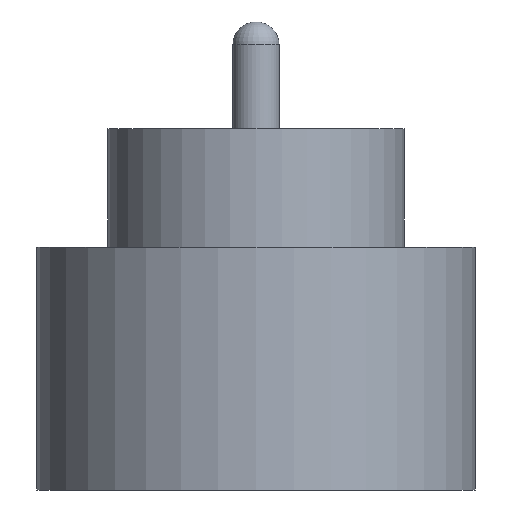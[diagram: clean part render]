
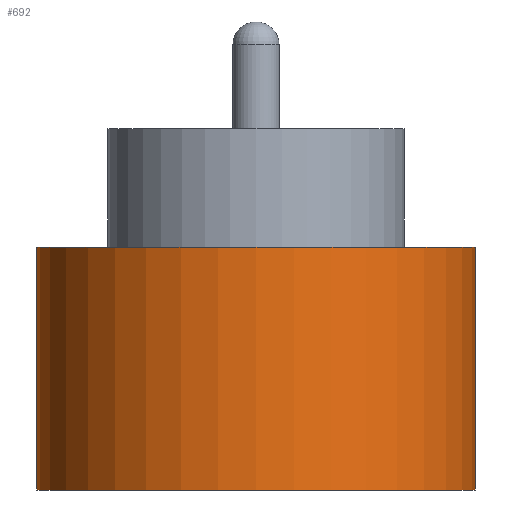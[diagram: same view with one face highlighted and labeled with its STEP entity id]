
A CAD part, front view. The second image highlights one B-rep face of the part: STEP entity #692.
In plain terms, the highlighted cylindrical face has radius 1.85 mm (diameter 3.7 mm), a partial arc.
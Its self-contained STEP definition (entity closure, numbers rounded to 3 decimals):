
#54 = VECTOR ( 'NONE', #366, 1000. ) ;
#111 = AXIS2_PLACEMENT_3D ( 'NONE', #865, #664, #680 ) ;
#116 = AXIS2_PLACEMENT_3D ( 'NONE', #374, #731, #853 ) ;
#118 = EDGE_CURVE ( 'NONE', #528, #330, #430, .T. ) ;
#122 = VERTEX_POINT ( 'NONE', #353 ) ;
#144 = CYLINDRICAL_SURFACE ( 'NONE', #116, 1.85 ) ;
#187 = DIRECTION ( 'NONE',  ( 0., 0., -1. ) ) ;
#194 = ORIENTED_EDGE ( 'NONE', *, *, #306, .T. ) ;
#202 = VECTOR ( 'NONE', #187, 1000. ) ;
#209 = CARTESIAN_POINT ( 'NONE',  ( -1.85, 0., 1.55 ) ) ;
#289 = CARTESIAN_POINT ( 'NONE',  ( -1.85, 0., 2.55 ) ) ;
#306 = EDGE_CURVE ( 'NONE', #528, #122, #530, .T. ) ;
#309 = CARTESIAN_POINT ( 'NONE',  ( 1.85, 0., -0.5 ) ) ;
#330 = VERTEX_POINT ( 'NONE', #599 ) ;
#351 = EDGE_CURVE ( 'NONE', #122, #747, #757, .T. ) ;
#353 = CARTESIAN_POINT ( 'NONE',  ( -1.85, 0., -0.5 ) ) ;
#366 = DIRECTION ( 'NONE',  ( 0., 0., -1. ) ) ;
#371 = ORIENTED_EDGE ( 'NONE', *, *, #351, .T. ) ;
#374 = CARTESIAN_POINT ( 'NONE',  ( 0., 0., 2.55 ) ) ;
#378 = LINE ( 'NONE', #560, #202 ) ;
#389 = EDGE_LOOP ( 'NONE', ( #694, #809, #194, #371 ) ) ;
#411 = AXIS2_PLACEMENT_3D ( 'NONE', #432, #716, #577 ) ;
#430 = CIRCLE ( 'NONE', #411, 1.85 ) ;
#432 = CARTESIAN_POINT ( 'NONE',  ( 0., 0., 1.55 ) ) ;
#478 = EDGE_CURVE ( 'NONE', #330, #747, #378, .T. ) ;
#528 = VERTEX_POINT ( 'NONE', #209 ) ;
#530 = LINE ( 'NONE', #289, #54 ) ;
#560 = CARTESIAN_POINT ( 'NONE',  ( 1.85, 0., 2.55 ) ) ;
#577 = DIRECTION ( 'NONE',  ( 1., 0., 0. ) ) ;
#599 = CARTESIAN_POINT ( 'NONE',  ( 1.85, 0., 1.55 ) ) ;
#654 = FACE_OUTER_BOUND ( 'NONE', #389, .T. ) ;
#664 = DIRECTION ( 'NONE',  ( 0., 0., 1. ) ) ;
#680 = DIRECTION ( 'NONE',  ( 1., 0., 0. ) ) ;
#692 = ADVANCED_FACE ( 'NONE', ( #654 ), #144, .T. ) ;
#694 = ORIENTED_EDGE ( 'NONE', *, *, #478, .F. ) ;
#716 = DIRECTION ( 'NONE',  ( 0., 0., 1. ) ) ;
#731 = DIRECTION ( 'NONE',  ( 0., 0., -1. ) ) ;
#747 = VERTEX_POINT ( 'NONE', #309 ) ;
#757 = CIRCLE ( 'NONE', #111, 1.85 ) ;
#809 = ORIENTED_EDGE ( 'NONE', *, *, #118, .F. ) ;
#853 = DIRECTION ( 'NONE',  ( -1., 0., 0. ) ) ;
#865 = CARTESIAN_POINT ( 'NONE',  ( 0., 0., -0.5 ) ) ;
